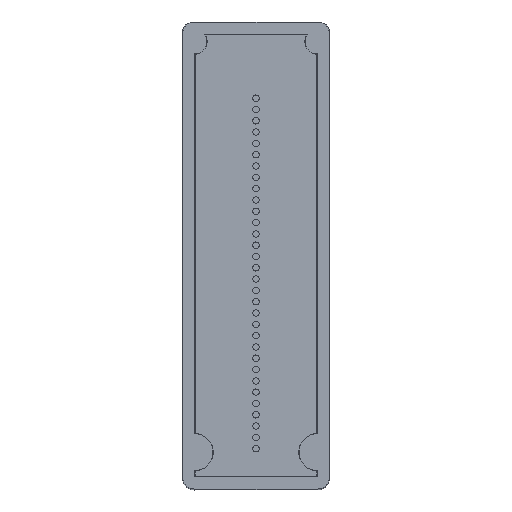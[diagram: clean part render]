
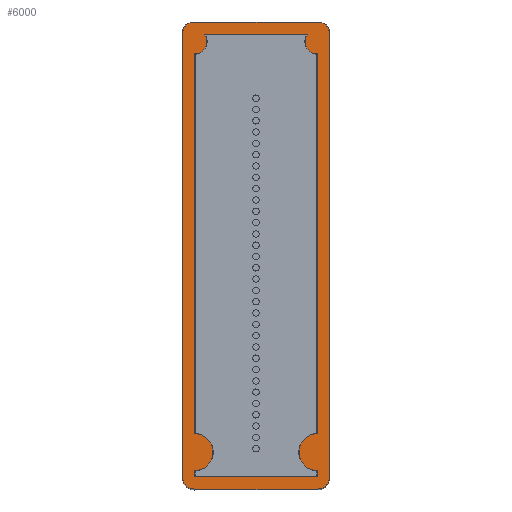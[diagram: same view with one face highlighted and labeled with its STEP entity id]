
A CAD part, top view. The second image highlights one B-rep face of the part: STEP entity #6000.
In plain terms, the highlighted planar face has unit normal (0, 0, -1).
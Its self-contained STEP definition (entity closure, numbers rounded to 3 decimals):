
#173=DIRECTION('',(0.,-1.,0.));
#174=VECTOR('',#173,18.);
#175=CARTESIAN_POINT('',(-3.,18.5,0.));
#176=LINE('',#175,#174);
#416=CARTESIAN_POINT('',(2.5,18.5,0.));
#417=DIRECTION('',(0.,0.,1.));
#418=DIRECTION('',(1.,0.,0.));
#419=AXIS2_PLACEMENT_3D('',#416,#417,#418);
#421=DIRECTION('',(-1.,0.,0.));
#422=VECTOR('',#421,5.);
#423=CARTESIAN_POINT('',(2.5,19.,0.));
#424=LINE('',#423,#422);
#425=CARTESIAN_POINT('',(-2.5,18.5,0.));
#426=DIRECTION('',(0.,0.,1.));
#427=DIRECTION('',(0.,1.,0.));
#428=AXIS2_PLACEMENT_3D('',#425,#426,#427);
#430=CARTESIAN_POINT('',(-2.5,0.5,0.));
#431=DIRECTION('',(0.,0.,1.));
#432=DIRECTION('',(-1.,0.,0.));
#433=AXIS2_PLACEMENT_3D('',#430,#431,#432);
#435=DIRECTION('',(1.,0.,0.));
#436=VECTOR('',#435,5.);
#437=CARTESIAN_POINT('',(-2.5,0.,0.));
#438=LINE('',#437,#436);
#439=CARTESIAN_POINT('',(2.5,0.5,0.));
#440=DIRECTION('',(0.,0.,1.));
#441=DIRECTION('',(0.,-1.,0.));
#442=AXIS2_PLACEMENT_3D('',#439,#440,#441);
#444=DIRECTION('',(0.,1.,0.));
#445=VECTOR('',#444,18.);
#446=CARTESIAN_POINT('',(3.,0.5,0.));
#447=LINE('',#446,#445);
#448=DIRECTION('',(0.,1.,0.));
#449=VECTOR('',#448,0.25);
#450=CARTESIAN_POINT('',(-2.5,0.5,0.));
#451=LINE('',#450,#449);
#452=CARTESIAN_POINT('',(-2.5,1.5,0.));
#453=DIRECTION('',(0.,0.,1.));
#454=DIRECTION('',(0.,-1.,0.));
#455=AXIS2_PLACEMENT_3D('',#452,#453,#454);
#457=DIRECTION('',(0.,1.,0.));
#458=VECTOR('',#457,15.45);
#459=CARTESIAN_POINT('',(-2.5,2.25,0.));
#460=LINE('',#459,#458);
#461=CARTESIAN_POINT('',(-2.5,18.2,0.));
#462=DIRECTION('',(0.,0.,1.));
#463=DIRECTION('',(0.,-1.,0.));
#464=AXIS2_PLACEMENT_3D('',#461,#462,#463);
#466=DIRECTION('',(1.,0.,0.));
#467=VECTOR('',#466,4.2);
#468=CARTESIAN_POINT('',(-2.1,18.5,0.));
#469=LINE('',#468,#467);
#470=CARTESIAN_POINT('',(2.5,18.2,0.));
#471=DIRECTION('',(0.,0.,1.));
#472=DIRECTION('',(-0.8,0.6,0.));
#473=AXIS2_PLACEMENT_3D('',#470,#471,#472);
#475=DIRECTION('',(0.,-1.,0.));
#476=VECTOR('',#475,15.45);
#477=CARTESIAN_POINT('',(2.5,17.7,0.));
#478=LINE('',#477,#476);
#479=CARTESIAN_POINT('',(2.5,1.5,0.));
#480=DIRECTION('',(0.,0.,1.));
#481=DIRECTION('',(0.,1.,0.));
#482=AXIS2_PLACEMENT_3D('',#479,#480,#481);
#484=DIRECTION('',(0.,-1.,0.));
#485=VECTOR('',#484,0.25);
#486=CARTESIAN_POINT('',(2.5,0.75,0.));
#487=LINE('',#486,#485);
#488=DIRECTION('',(-1.,0.,0.));
#489=VECTOR('',#488,5.);
#490=CARTESIAN_POINT('',(2.5,0.5,0.));
#491=LINE('',#490,#489);
#5312=CARTESIAN_POINT('',(3.,18.5,0.));
#5313=CARTESIAN_POINT('',(2.5,19.,0.));
#5314=VERTEX_POINT('',#5312);
#5315=VERTEX_POINT('',#5313);
#5321=CARTESIAN_POINT('',(3.,0.5,0.));
#5323=VERTEX_POINT('',#5321);
#5326=CARTESIAN_POINT('',(2.5,0.,0.));
#5327=VERTEX_POINT('',#5326);
#5375=CARTESIAN_POINT('',(-2.5,19.,0.));
#5376=VERTEX_POINT('',#5375);
#5379=CARTESIAN_POINT('',(-2.5,2.25,0.));
#5380=CARTESIAN_POINT('',(-2.5,17.7,0.));
#5381=VERTEX_POINT('',#5379);
#5382=VERTEX_POINT('',#5380);
#5383=CARTESIAN_POINT('',(-2.1,18.5,0.));
#5384=VERTEX_POINT('',#5383);
#5385=CARTESIAN_POINT('',(2.1,18.5,0.));
#5386=VERTEX_POINT('',#5385);
#5387=CARTESIAN_POINT('',(2.5,17.7,0.));
#5388=VERTEX_POINT('',#5387);
#5389=CARTESIAN_POINT('',(2.5,2.25,0.));
#5390=VERTEX_POINT('',#5389);
#5391=CARTESIAN_POINT('',(2.5,0.75,0.));
#5392=VERTEX_POINT('',#5391);
#5393=CARTESIAN_POINT('',(2.5,0.5,0.));
#5394=VERTEX_POINT('',#5393);
#5395=CARTESIAN_POINT('',(-2.5,0.5,0.));
#5396=VERTEX_POINT('',#5395);
#5397=CARTESIAN_POINT('',(-2.5,0.75,0.));
#5398=VERTEX_POINT('',#5397);
#5399=CARTESIAN_POINT('',(-2.5,0.,0.));
#5400=VERTEX_POINT('',#5399);
#5428=CARTESIAN_POINT('',(-3.,18.5,0.));
#5429=VERTEX_POINT('',#5428);
#5430=CARTESIAN_POINT('',(-3.,0.5,0.));
#5431=VERTEX_POINT('',#5430);
#5959=CARTESIAN_POINT('',(0.,9.5,0.));
#5960=DIRECTION('',(0.,0.,1.));
#5961=DIRECTION('',(0.,-1.,0.));
#5962=AXIS2_PLACEMENT_3D('',#5959,#5960,#5961);
#5963=PLANE('',#5962);
#5965=ORIENTED_EDGE('',*,*,#5964,.T.);
#5966=ORIENTED_EDGE('',*,*,#5601,.T.);
#5968=ORIENTED_EDGE('',*,*,#5967,.T.);
#5969=ORIENTED_EDGE('',*,*,#5652,.T.);
#5971=ORIENTED_EDGE('',*,*,#5970,.T.);
#5972=ORIENTED_EDGE('',*,*,#5949,.T.);
#5974=ORIENTED_EDGE('',*,*,#5973,.T.);
#5975=ORIENTED_EDGE('',*,*,#5493,.T.);
#5976=EDGE_LOOP('',(#5965,#5966,#5968,#5969,#5971,#5972,#5974,#5975));
#5977=FACE_OUTER_BOUND('',#5976,.F.);
#5979=ORIENTED_EDGE('',*,*,#5978,.T.);
#5981=ORIENTED_EDGE('',*,*,#5980,.T.);
#5983=ORIENTED_EDGE('',*,*,#5982,.T.);
#5985=ORIENTED_EDGE('',*,*,#5984,.T.);
#5987=ORIENTED_EDGE('',*,*,#5986,.T.);
#5989=ORIENTED_EDGE('',*,*,#5988,.T.);
#5991=ORIENTED_EDGE('',*,*,#5990,.T.);
#5993=ORIENTED_EDGE('',*,*,#5992,.T.);
#5995=ORIENTED_EDGE('',*,*,#5994,.T.);
#5997=ORIENTED_EDGE('',*,*,#5996,.T.);
#5998=EDGE_LOOP('',(#5979,#5981,#5983,#5985,#5987,#5989,#5991,#5993,#5995,
#5997));
#5999=FACE_BOUND('',#5998,.F.);
#6000=ADVANCED_FACE('',(#5977,#5999),#5963,.F.);
#420=CIRCLE('',#419,0.5);
#429=CIRCLE('',#428,0.5);
#434=CIRCLE('',#433,0.5);
#443=CIRCLE('',#442,0.5);
#456=CIRCLE('',#455,0.75);
#465=CIRCLE('',#464,0.5);
#474=CIRCLE('',#473,0.5);
#483=CIRCLE('',#482,0.75);
#5493=EDGE_CURVE('',#5323,#5314,#447,.T.);
#5601=EDGE_CURVE('',#5315,#5376,#424,.T.);
#5652=EDGE_CURVE('',#5429,#5431,#176,.T.);
#5949=EDGE_CURVE('',#5400,#5327,#438,.T.);
#5964=EDGE_CURVE('',#5314,#5315,#420,.T.);
#5967=EDGE_CURVE('',#5376,#5429,#429,.T.);
#5970=EDGE_CURVE('',#5431,#5400,#434,.T.);
#5973=EDGE_CURVE('',#5327,#5323,#443,.T.);
#5978=EDGE_CURVE('',#5396,#5398,#451,.T.);
#5980=EDGE_CURVE('',#5398,#5381,#456,.T.);
#5982=EDGE_CURVE('',#5381,#5382,#460,.T.);
#5984=EDGE_CURVE('',#5382,#5384,#465,.T.);
#5986=EDGE_CURVE('',#5384,#5386,#469,.T.);
#5988=EDGE_CURVE('',#5386,#5388,#474,.T.);
#5990=EDGE_CURVE('',#5388,#5390,#478,.T.);
#5992=EDGE_CURVE('',#5390,#5392,#483,.T.);
#5994=EDGE_CURVE('',#5392,#5394,#487,.T.);
#5996=EDGE_CURVE('',#5394,#5396,#491,.T.);
